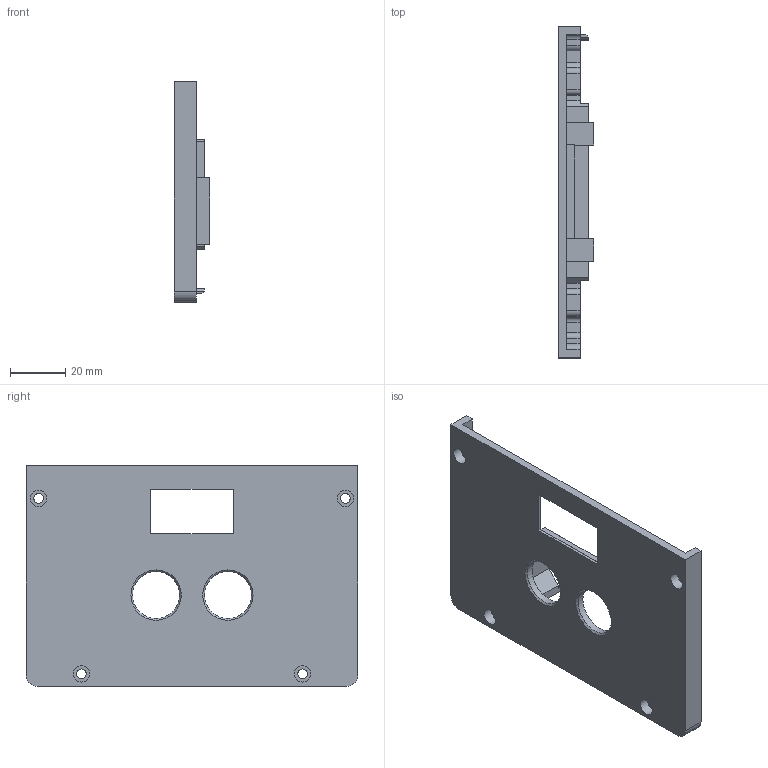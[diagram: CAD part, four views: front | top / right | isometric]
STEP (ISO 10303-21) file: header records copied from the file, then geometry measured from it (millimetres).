
FILE_DESCRIPTION(/* description */ (''),/* implementation_level */ '2;1');
FILE_NAME(/* name */ 'Deckel_starr.stp',/* time_stamp */ '2024-10-02T09:42:51+02:00',/* author */ ('de20559'),/* organization */ (''),/* preprocessor_version */ 'ST-DEVELOPER v20',/* originating_system */ 'Autodesk Inventor 2024',/* authorisation */ '');
FILE_SCHEMA (('AUTOMOTIVE_DESIGN { 1 0 10303 214 3 1 1 }'));
Length unit declared in the file: millimetre
Products named in the file (1): Deckel_starr
Bounding box: 13 x 120 x 79.8 mm (x, y, z)
Volume: 34701.9 mm3; surface area: 24771.1 mm2
Topology: 1 solids, 1 shells, 132 faces, 344 edges, 224 vertices
Faces by surface type: plane 98, cylinder 32, cone 2
Full cylindrical faces by diameter (mm): 1.8 x4, 3.5 x4, 6 x4, 17 x2
Entity records: 4079 total; most frequent: CARTESIAN_POINT 701, ORIENTED_EDGE 688, DIRECTION 678, EDGE_CURVE 344, LINE 276, VECTOR 276, VERTEX_POINT 224, AXIS2_PLACEMENT_3D 201
